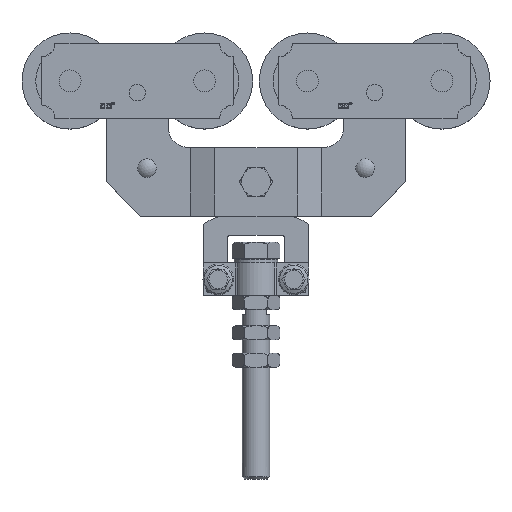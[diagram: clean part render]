
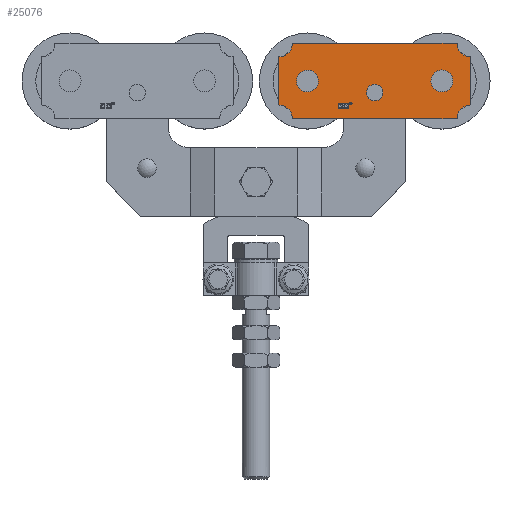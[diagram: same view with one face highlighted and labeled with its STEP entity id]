
A CAD part, top view. The second image highlights one B-rep face of the part: STEP entity #25076.
In plain terms, the highlighted planar face has unit normal (0, 0, 1).
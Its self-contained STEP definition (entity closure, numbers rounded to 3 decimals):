
#762=FACE_BOUND('',#3291,.T.);
#763=FACE_BOUND('',#3292,.T.);
#764=FACE_BOUND('',#3293,.T.);
#765=FACE_BOUND('',#3294,.T.);
#766=FACE_BOUND('',#3295,.T.);
#1010=PLANE('',#26747);
#1799=FACE_OUTER_BOUND('',#3290,.T.);
#3290=EDGE_LOOP('',(#17242,#17243,#17244,#17245,#17246,#17247,#17248,#17249));
#3291=EDGE_LOOP('',(#17250,#17251,#17252,#17253,#17254,#17255,#17256,#17257,
#17258,#17259,#17260,#17261));
#3292=EDGE_LOOP('',(#17262));
#3293=EDGE_LOOP('',(#17263));
#3294=EDGE_LOOP('',(#17264));
#3295=EDGE_LOOP('',(#17265));
#4914=LINE('',#39286,#6701);
#4919=LINE('',#39295,#6706);
#4920=LINE('',#39298,#6707);
#4923=LINE('',#39304,#6710);
#4926=LINE('',#39309,#6713);
#4932=LINE('',#39320,#6719);
#4935=LINE('',#39327,#6722);
#4939=LINE('',#39335,#6726);
#4942=LINE('',#39340,#6729);
#4944=LINE('',#39343,#6731);
#4948=LINE('',#39362,#6735);
#4949=LINE('',#39366,#6736);
#4950=LINE('',#39370,#6737);
#4951=LINE('',#39374,#6738);
#6701=VECTOR('',#30205,10.);
#6706=VECTOR('',#30212,10.);
#6707=VECTOR('',#30215,10.);
#6710=VECTOR('',#30220,10.);
#6713=VECTOR('',#30225,10.);
#6719=VECTOR('',#30237,10.);
#6722=VECTOR('',#30244,10.);
#6726=VECTOR('',#30250,10.);
#6729=VECTOR('',#30255,10.);
#6731=VECTOR('',#30259,10.);
#6735=VECTOR('',#30281,10.);
#6736=VECTOR('',#30284,10.);
#6737=VECTOR('',#30287,10.);
#6738=VECTOR('',#30290,10.);
#8445=CIRCLE('',#26710,1.5);
#8452=CIRCLE('',#26723,1.5);
#8456=CIRCLE('',#26744,1.);
#8458=CIRCLE('',#26748,10.);
#8459=CIRCLE('',#26749,10.);
#8460=CIRCLE('',#26750,10.);
#8461=CIRCLE('',#26751,10.);
#8462=CIRCLE('',#26752,5.);
#8463=CIRCLE('',#26753,5.);
#8464=CIRCLE('',#26754,5.);
#10300=VERTEX_POINT('',#39232);
#10304=VERTEX_POINT('',#39241);
#10306=VERTEX_POINT('',#39248);
#10310=VERTEX_POINT('',#39257);
#10316=VERTEX_POINT('',#39285);
#10319=VERTEX_POINT('',#39293);
#10320=VERTEX_POINT('',#39297);
#10322=VERTEX_POINT('',#39303);
#10325=VERTEX_POINT('',#39318);
#10326=VERTEX_POINT('',#39325);
#10327=VERTEX_POINT('',#39326);
#10330=VERTEX_POINT('',#39334);
#10334=VERTEX_POINT('',#39353);
#10336=VERTEX_POINT('',#39360);
#10337=VERTEX_POINT('',#39361);
#10338=VERTEX_POINT('',#39363);
#10339=VERTEX_POINT('',#39365);
#10340=VERTEX_POINT('',#39367);
#10341=VERTEX_POINT('',#39369);
#10342=VERTEX_POINT('',#39371);
#10343=VERTEX_POINT('',#39373);
#10344=VERTEX_POINT('',#39376);
#10345=VERTEX_POINT('',#39378);
#10346=VERTEX_POINT('',#39380);
#12985=EDGE_CURVE('',#10304,#10300,#8445,.T.);
#13003=EDGE_CURVE('',#10306,#10310,#8452,.T.);
#13006=EDGE_CURVE('',#10316,#10306,#4914,.T.);
#13011=EDGE_CURVE('',#10300,#10319,#4919,.T.);
#13012=EDGE_CURVE('',#10320,#10316,#4920,.T.);
#13015=EDGE_CURVE('',#10322,#10320,#4923,.T.);
#13018=EDGE_CURVE('',#10319,#10322,#4926,.T.);
#13024=EDGE_CURVE('',#10310,#10325,#4932,.T.);
#13027=EDGE_CURVE('',#10326,#10327,#4935,.T.);
#13031=EDGE_CURVE('',#10330,#10326,#4939,.T.);
#13034=EDGE_CURVE('',#10325,#10330,#4942,.T.);
#13036=EDGE_CURVE('',#10327,#10304,#4944,.T.);
#13041=EDGE_CURVE('',#10334,#10334,#8456,.T.);
#13044=EDGE_CURVE('',#10336,#10337,#4948,.T.);
#13045=EDGE_CURVE('',#10337,#10338,#8458,.T.);
#13046=EDGE_CURVE('',#10338,#10339,#4949,.T.);
#13047=EDGE_CURVE('',#10339,#10340,#8459,.T.);
#13048=EDGE_CURVE('',#10340,#10341,#4950,.T.);
#13049=EDGE_CURVE('',#10341,#10342,#8460,.T.);
#13050=EDGE_CURVE('',#10342,#10343,#4951,.T.);
#13051=EDGE_CURVE('',#10343,#10336,#8461,.T.);
#13052=EDGE_CURVE('',#10344,#10344,#8462,.T.);
#13053=EDGE_CURVE('',#10345,#10345,#8463,.T.);
#13054=EDGE_CURVE('',#10346,#10346,#8464,.T.);
#17242=ORIENTED_EDGE('',*,*,#13044,.T.);
#17243=ORIENTED_EDGE('',*,*,#13045,.T.);
#17244=ORIENTED_EDGE('',*,*,#13046,.T.);
#17245=ORIENTED_EDGE('',*,*,#13047,.T.);
#17246=ORIENTED_EDGE('',*,*,#13048,.T.);
#17247=ORIENTED_EDGE('',*,*,#13049,.T.);
#17248=ORIENTED_EDGE('',*,*,#13050,.T.);
#17249=ORIENTED_EDGE('',*,*,#13051,.T.);
#17250=ORIENTED_EDGE('',*,*,#13027,.T.);
#17251=ORIENTED_EDGE('',*,*,#13036,.T.);
#17252=ORIENTED_EDGE('',*,*,#12985,.T.);
#17253=ORIENTED_EDGE('',*,*,#13011,.T.);
#17254=ORIENTED_EDGE('',*,*,#13018,.T.);
#17255=ORIENTED_EDGE('',*,*,#13015,.T.);
#17256=ORIENTED_EDGE('',*,*,#13012,.T.);
#17257=ORIENTED_EDGE('',*,*,#13006,.T.);
#17258=ORIENTED_EDGE('',*,*,#13003,.T.);
#17259=ORIENTED_EDGE('',*,*,#13024,.T.);
#17260=ORIENTED_EDGE('',*,*,#13034,.T.);
#17261=ORIENTED_EDGE('',*,*,#13031,.T.);
#17262=ORIENTED_EDGE('',*,*,#13041,.T.);
#17263=ORIENTED_EDGE('',*,*,#13052,.T.);
#17264=ORIENTED_EDGE('',*,*,#13053,.T.);
#17265=ORIENTED_EDGE('',*,*,#13054,.T.);
#25076=ADVANCED_FACE('',(#1799,#762,#763,#764,#765,#766),#1010,.F.);
#26710=AXIS2_PLACEMENT_3D('',#39246,#30159,#30160);
#26723=AXIS2_PLACEMENT_3D('',#39280,#30196,#30197);
#26744=AXIS2_PLACEMENT_3D('',#39354,#30272,#30273);
#26747=AXIS2_PLACEMENT_3D('',#39359,#30279,#30280);
#26748=AXIS2_PLACEMENT_3D('',#39364,#30282,#30283);
#26749=AXIS2_PLACEMENT_3D('',#39368,#30285,#30286);
#26750=AXIS2_PLACEMENT_3D('',#39372,#30288,#30289);
#26751=AXIS2_PLACEMENT_3D('',#39375,#30291,#30292);
#26752=AXIS2_PLACEMENT_3D('',#39377,#30293,#30294);
#26753=AXIS2_PLACEMENT_3D('',#39379,#30295,#30296);
#26754=AXIS2_PLACEMENT_3D('',#39381,#30297,#30298);
#30159=DIRECTION('center_axis',(0.,0.,
-1.));
#30160=DIRECTION('ref_axis',(0.999,0.05,0.));
#30196=DIRECTION('center_axis',(0.,0.,
-1.));
#30197=DIRECTION('ref_axis',(-0.999,-0.05,0.));
#30205=DIRECTION('',(-1.,0.,0.));
#30212=DIRECTION('',(-1.,0.,0.));
#30215=DIRECTION('',(0.,-1.,0.));
#30220=DIRECTION('',(1.,0.,0.));
#30225=DIRECTION('',(0.,1.,0.));
#30237=DIRECTION('',(1.,0.,0.));
#30244=DIRECTION('',(0.,1.,0.));
#30250=DIRECTION('',(-1.,0.,0.));
#30255=DIRECTION('',(0.,-1.,0.));
#30259=DIRECTION('',(1.,0.,0.));
#30272=DIRECTION('center_axis',(0.,0.,
-1.));
#30273=DIRECTION('ref_axis',(-1.,0.,0.));
#30279=DIRECTION('center_axis',(0.,0.,
-1.));
#30280=DIRECTION('ref_axis',(-1.,0.,0.));
#30281=DIRECTION('',(-1.,0.,0.));
#30282=DIRECTION('center_axis',(0.,0.,
-1.));
#30283=DIRECTION('ref_axis',(1.,0.,0.));
#30284=DIRECTION('',(0.,-1.,0.));
#30285=DIRECTION('center_axis',(0.,0.,
-1.));
#30286=DIRECTION('ref_axis',(0.,1.,0.));
#30287=DIRECTION('',(1.,0.,0.));
#30288=DIRECTION('center_axis',(0.,0.,
-1.));
#30289=DIRECTION('ref_axis',(-1.,0.,0.));
#30290=DIRECTION('',(0.,1.,0.));
#30291=DIRECTION('center_axis',(0.,0.,
-1.));
#30292=DIRECTION('ref_axis',(0.,-1.,0.));
#30293=DIRECTION('center_axis',(0.,0.,
-1.));
#30294=DIRECTION('ref_axis',(1.,0.,0.));
#30295=DIRECTION('center_axis',(0.,0.,
-1.));
#30296=DIRECTION('ref_axis',(1.,0.,0.));
#30297=DIRECTION('center_axis',(0.,0.,
-1.));
#30298=DIRECTION('ref_axis',(1.,0.,0.));
#39232=CARTESIAN_POINT('',(61.456,10.909,28.));
#39241=CARTESIAN_POINT('',(61.456,7.909,28.));
#39246=CARTESIAN_POINT('Origin',(61.456,9.409,28.));
#39248=CARTESIAN_POINT('',(65.956,10.909,28.));
#39257=CARTESIAN_POINT('',(65.956,7.909,28.));
#39280=CARTESIAN_POINT('Origin',(65.956,9.409,28.));
#39285=CARTESIAN_POINT('',(67.456,10.909,28.));
#39286=CARTESIAN_POINT('',(75.103,10.909,28.));
#39293=CARTESIAN_POINT('',(59.956,10.909,28.));
#39295=CARTESIAN_POINT('',(75.103,10.909,28.));
#39297=CARTESIAN_POINT('',(67.456,11.059,28.));
#39298=CARTESIAN_POINT('',(67.456,19.28,28.));
#39303=CARTESIAN_POINT('',(59.956,11.059,28.));
#39304=CARTESIAN_POINT('',(73.228,11.059,28.));
#39309=CARTESIAN_POINT('',(59.956,19.205,28.));
#39318=CARTESIAN_POINT('',(67.456,7.909,28.));
#39320=CARTESIAN_POINT('',(73.228,7.909,28.));
#39325=CARTESIAN_POINT('',(59.956,7.759,28.));
#39326=CARTESIAN_POINT('',(59.956,7.909,28.));
#39327=CARTESIAN_POINT('',(59.956,17.63,28.));
#39334=CARTESIAN_POINT('',(67.456,7.759,28.));
#39335=CARTESIAN_POINT('',(76.978,7.759,28.));
#39340=CARTESIAN_POINT('',(67.456,17.705,28.));
#39343=CARTESIAN_POINT('',(73.228,7.909,28.));
#39353=CARTESIAN_POINT('',(69.956,11.059,28.));
#39354=CARTESIAN_POINT('Origin',(68.956,11.059,28.));
#39359=CARTESIAN_POINT('Origin',(86.5,27.5,28.));
#39360=CARTESIAN_POINT('',(146.5,55.,28.));
#39361=CARTESIAN_POINT('',(26.5,55.,28.));
#39362=CARTESIAN_POINT('',(146.5,55.,28.));
#39363=CARTESIAN_POINT('',(16.5,45.,28.));
#39364=CARTESIAN_POINT('Origin',(16.5,55.,28.));
#39365=CARTESIAN_POINT('',(16.5,10.,28.));
#39366=CARTESIAN_POINT('',(16.5,45.,28.));
#39367=CARTESIAN_POINT('',(26.5,0.,28.));
#39368=CARTESIAN_POINT('Origin',(16.5,0.,
28.));
#39369=CARTESIAN_POINT('',(146.5,0.,28.));
#39370=CARTESIAN_POINT('',(26.5,0.,28.));
#39371=CARTESIAN_POINT('',(156.5,10.,28.));
#39372=CARTESIAN_POINT('Origin',(156.5,0.,28.));
#39373=CARTESIAN_POINT('',(156.5,45.,28.));
#39374=CARTESIAN_POINT('',(156.5,10.,28.));
#39375=CARTESIAN_POINT('Origin',(156.5,55.,28.));
#39376=CARTESIAN_POINT('',(32.5,27.5,28.));
#39377=CARTESIAN_POINT('Origin',(37.5,27.5,28.));
#39378=CARTESIAN_POINT('',(130.5,27.5,28.));
#39379=CARTESIAN_POINT('Origin',(135.5,27.5,28.));
#39380=CARTESIAN_POINT('',(81.5,19.,28.));
#39381=CARTESIAN_POINT('Origin',(86.5,19.,28.));
